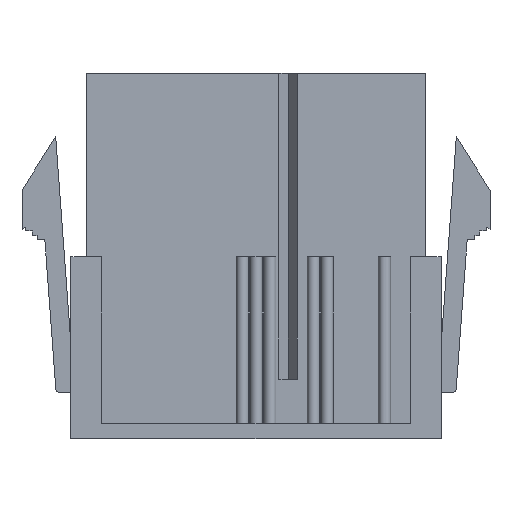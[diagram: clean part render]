
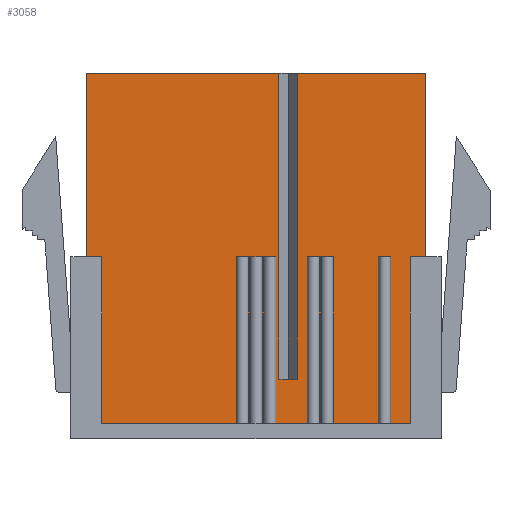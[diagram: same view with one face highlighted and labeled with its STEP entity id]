
A CAD part, front view. The second image highlights one B-rep face of the part: STEP entity #3058.
In plain terms, the highlighted planar face has unit normal (0, -1, 0).
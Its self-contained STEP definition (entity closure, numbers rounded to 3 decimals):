
#13=DIRECTION('',(-1.,0.,0.));
#14=VECTOR('',#13,8.4);
#15=CARTESIAN_POINT('',(11.1,1.,0.));
#16=LINE('',#15,#14);
#25=DIRECTION('',(-1.,0.,0.));
#26=VECTOR('',#25,12.6);
#27=CARTESIAN_POINT('',(1.5,1.,0.));
#28=LINE('',#27,#26);
#309=DIRECTION('',(0.,0.,-1.));
#310=VECTOR('',#309,12.);
#311=CARTESIAN_POINT('',(-11.1,1.,0.));
#312=LINE('',#311,#310);
#401=DIRECTION('',(0.,0.,-1.));
#402=VECTOR('',#401,20.);
#403=CARTESIAN_POINT('',(2.7,1.,0.));
#404=LINE('',#403,#402);
#405=DIRECTION('',(0.,0.,-1.));
#406=VECTOR('',#405,12.);
#407=CARTESIAN_POINT('',(11.1,1.,0.));
#408=LINE('',#407,#406);
#409=DIRECTION('',(1.,0.,0.));
#410=VECTOR('',#409,1.);
#411=CARTESIAN_POINT('',(10.1,1.,-12.));
#412=LINE('',#411,#410);
#413=DIRECTION('',(0.,0.,-1.));
#414=VECTOR('',#413,10.9);
#415=CARTESIAN_POINT('',(10.1,1.,-12.));
#416=LINE('',#415,#414);
#417=DIRECTION('',(1.,0.,0.));
#418=VECTOR('',#417,1.3);
#419=CARTESIAN_POINT('',(8.8,1.,-22.9));
#420=LINE('',#419,#418);
#421=DIRECTION('',(0.,0.,1.));
#422=VECTOR('',#421,10.9);
#423=CARTESIAN_POINT('',(8.8,1.,-22.9));
#424=LINE('',#423,#422);
#425=DIRECTION('',(1.,0.,0.));
#426=VECTOR('',#425,0.8);
#427=CARTESIAN_POINT('',(8.,1.,-12.));
#428=LINE('',#427,#426);
#429=DIRECTION('',(0.,0.,1.));
#430=VECTOR('',#429,10.9);
#431=CARTESIAN_POINT('',(8.,1.,-22.9));
#432=LINE('',#431,#430);
#433=DIRECTION('',(1.,0.,0.));
#434=VECTOR('',#433,2.95);
#435=CARTESIAN_POINT('',(5.05,1.,-22.9));
#436=LINE('',#435,#434);
#437=DIRECTION('',(0.,0.,1.));
#438=VECTOR('',#437,10.9);
#439=CARTESIAN_POINT('',(5.05,1.,-22.9));
#440=LINE('',#439,#438);
#441=DIRECTION('',(-1.,0.,0.));
#442=VECTOR('',#441,0.8);
#443=CARTESIAN_POINT('',(5.05,1.,-12.));
#444=LINE('',#443,#442);
#445=DIRECTION('',(0.,0.,1.));
#446=VECTOR('',#445,10.9);
#447=CARTESIAN_POINT('',(4.25,1.,-22.9));
#448=LINE('',#447,#446);
#449=DIRECTION('',(1.,0.,0.));
#450=VECTOR('',#449,0.1);
#451=CARTESIAN_POINT('',(4.15,1.,-22.9));
#452=LINE('',#451,#450);
#453=DIRECTION('',(0.,0.,1.));
#454=VECTOR('',#453,10.9);
#455=CARTESIAN_POINT('',(4.15,1.,-22.9));
#456=LINE('',#455,#454);
#457=DIRECTION('',(-1.,0.,0.));
#458=VECTOR('',#457,0.8);
#459=CARTESIAN_POINT('',(4.15,1.,-12.));
#460=LINE('',#459,#458);
#461=DIRECTION('',(0.,0.,1.));
#462=VECTOR('',#461,10.9);
#463=CARTESIAN_POINT('',(3.35,1.,-22.9));
#464=LINE('',#463,#462);
#465=DIRECTION('',(1.,0.,0.));
#466=VECTOR('',#465,2.05);
#467=CARTESIAN_POINT('',(1.3,1.,-22.9));
#468=LINE('',#467,#466);
#469=DIRECTION('',(0.,0.,1.));
#470=VECTOR('',#469,10.9);
#471=CARTESIAN_POINT('',(1.3,1.,-22.9));
#472=LINE('',#471,#470);
#473=DIRECTION('',(-1.,0.,0.));
#474=VECTOR('',#473,0.8);
#475=CARTESIAN_POINT('',(1.3,1.,-12.));
#476=LINE('',#475,#474);
#477=DIRECTION('',(0.,0.,1.));
#478=VECTOR('',#477,10.9);
#479=CARTESIAN_POINT('',(0.5,1.,-22.9));
#480=LINE('',#479,#478);
#481=DIRECTION('',(1.,0.,0.));
#482=VECTOR('',#481,0.1);
#483=CARTESIAN_POINT('',(0.4,1.,-22.9));
#484=LINE('',#483,#482);
#485=DIRECTION('',(0.,0.,1.));
#486=VECTOR('',#485,10.9);
#487=CARTESIAN_POINT('',(0.4,1.,-22.9));
#488=LINE('',#487,#486);
#489=DIRECTION('',(-1.,0.,0.));
#490=VECTOR('',#489,0.8);
#491=CARTESIAN_POINT('',(0.4,1.,-12.));
#492=LINE('',#491,#490);
#493=DIRECTION('',(0.,0.,1.));
#494=VECTOR('',#493,10.9);
#495=CARTESIAN_POINT('',(-0.4,1.,-22.9));
#496=LINE('',#495,#494);
#497=DIRECTION('',(1.,0.,0.));
#498=VECTOR('',#497,0.1);
#499=CARTESIAN_POINT('',(-0.5,1.,-22.9));
#500=LINE('',#499,#498);
#501=DIRECTION('',(0.,0.,1.));
#502=VECTOR('',#501,10.9);
#503=CARTESIAN_POINT('',(-0.5,1.,-22.9));
#504=LINE('',#503,#502);
#505=DIRECTION('',(-1.,0.,0.));
#506=VECTOR('',#505,0.8);
#507=CARTESIAN_POINT('',(-0.5,1.,-12.));
#508=LINE('',#507,#506);
#509=DIRECTION('',(0.,0.,1.));
#510=VECTOR('',#509,10.9);
#511=CARTESIAN_POINT('',(-1.3,1.,-22.9));
#512=LINE('',#511,#510);
#513=DIRECTION('',(1.,0.,0.));
#514=VECTOR('',#513,8.8);
#515=CARTESIAN_POINT('',(-10.1,1.,-22.9));
#516=LINE('',#515,#514);
#517=DIRECTION('',(0.,0.,1.));
#518=VECTOR('',#517,10.9);
#519=CARTESIAN_POINT('',(-10.1,1.,-22.9));
#520=LINE('',#519,#518);
#521=DIRECTION('',(1.,0.,0.));
#522=VECTOR('',#521,1.);
#523=CARTESIAN_POINT('',(-11.1,1.,-12.));
#524=LINE('',#523,#522);
#525=DIRECTION('',(0.,0.,-1.));
#526=VECTOR('',#525,20.);
#527=CARTESIAN_POINT('',(1.5,1.,0.));
#528=LINE('',#527,#526);
#529=DIRECTION('',(1.,0.,0.));
#530=VECTOR('',#529,1.2);
#531=CARTESIAN_POINT('',(1.5,1.,-20.));
#532=LINE('',#531,#530);
#2013=CARTESIAN_POINT('',(-11.1,1.,0.));
#2015=VERTEX_POINT('',#2013);
#2018=CARTESIAN_POINT('',(11.1,1.,0.));
#2020=VERTEX_POINT('',#2018);
#2245=CARTESIAN_POINT('',(10.1,1.,-12.));
#2246=CARTESIAN_POINT('',(11.1,1.,-12.));
#2247=VERTEX_POINT('',#2245);
#2248=VERTEX_POINT('',#2246);
#2249=CARTESIAN_POINT('',(-11.1,1.,-12.));
#2250=CARTESIAN_POINT('',(-10.1,1.,-12.));
#2251=VERTEX_POINT('',#2249);
#2252=VERTEX_POINT('',#2250);
#2289=CARTESIAN_POINT('',(8.,1.,-12.));
#2290=CARTESIAN_POINT('',(8.8,1.,-12.));
#2291=VERTEX_POINT('',#2289);
#2292=VERTEX_POINT('',#2290);
#2293=CARTESIAN_POINT('',(8.,1.,-22.9));
#2294=VERTEX_POINT('',#2293);
#2295=CARTESIAN_POINT('',(8.8,1.,-22.9));
#2296=VERTEX_POINT('',#2295);
#2321=CARTESIAN_POINT('',(3.35,1.,-22.9));
#2322=CARTESIAN_POINT('',(3.35,1.,-12.));
#2323=VERTEX_POINT('',#2321);
#2324=VERTEX_POINT('',#2322);
#2325=CARTESIAN_POINT('',(4.15,1.,-22.9));
#2326=CARTESIAN_POINT('',(4.15,1.,-12.));
#2327=VERTEX_POINT('',#2325);
#2328=VERTEX_POINT('',#2326);
#2329=CARTESIAN_POINT('',(-0.4,1.,-22.9));
#2330=CARTESIAN_POINT('',(-0.4,1.,-12.));
#2331=VERTEX_POINT('',#2329);
#2332=VERTEX_POINT('',#2330);
#2333=CARTESIAN_POINT('',(0.4,1.,-22.9));
#2334=CARTESIAN_POINT('',(0.4,1.,-12.));
#2335=VERTEX_POINT('',#2333);
#2336=VERTEX_POINT('',#2334);
#2337=CARTESIAN_POINT('',(4.25,1.,-22.9));
#2338=CARTESIAN_POINT('',(4.25,1.,-12.));
#2339=VERTEX_POINT('',#2337);
#2340=VERTEX_POINT('',#2338);
#2341=CARTESIAN_POINT('',(5.05,1.,-22.9));
#2342=CARTESIAN_POINT('',(5.05,1.,-12.));
#2343=VERTEX_POINT('',#2341);
#2344=VERTEX_POINT('',#2342);
#2345=CARTESIAN_POINT('',(-1.3,1.,-22.9));
#2346=CARTESIAN_POINT('',(-1.3,1.,-12.));
#2347=VERTEX_POINT('',#2345);
#2348=VERTEX_POINT('',#2346);
#2349=CARTESIAN_POINT('',(-0.5,1.,-22.9));
#2350=CARTESIAN_POINT('',(-0.5,1.,-12.));
#2351=VERTEX_POINT('',#2349);
#2352=VERTEX_POINT('',#2350);
#2353=CARTESIAN_POINT('',(0.5,1.,-22.9));
#2354=CARTESIAN_POINT('',(0.5,1.,-12.));
#2355=VERTEX_POINT('',#2353);
#2356=VERTEX_POINT('',#2354);
#2357=CARTESIAN_POINT('',(1.3,1.,-22.9));
#2358=CARTESIAN_POINT('',(1.3,1.,-12.));
#2359=VERTEX_POINT('',#2357);
#2360=VERTEX_POINT('',#2358);
#2361=CARTESIAN_POINT('',(2.7,1.,0.));
#2363=VERTEX_POINT('',#2361);
#2365=CARTESIAN_POINT('',(1.5,1.,0.));
#2366=VERTEX_POINT('',#2365);
#2367=CARTESIAN_POINT('',(2.7,1.,-20.));
#2368=VERTEX_POINT('',#2367);
#2369=CARTESIAN_POINT('',(1.5,1.,-20.));
#2370=VERTEX_POINT('',#2369);
#2437=CARTESIAN_POINT('',(-10.1,1.,-22.9));
#2439=VERTEX_POINT('',#2437);
#2442=CARTESIAN_POINT('',(10.1,1.,-22.9));
#2444=VERTEX_POINT('',#2442);
#2984=CARTESIAN_POINT('',(11.1,1.,0.));
#2985=DIRECTION('',(0.,-1.,0.));
#2986=DIRECTION('',(-1.,0.,0.));
#2987=AXIS2_PLACEMENT_3D('',#2984,#2985,#2986);
#2988=PLANE('',#2987);
#2990=ORIENTED_EDGE('',*,*,#2989,.F.);
#2991=ORIENTED_EDGE('',*,*,#2660,.F.);
#2993=ORIENTED_EDGE('',*,*,#2992,.T.);
#2994=ORIENTED_EDGE('',*,*,#2914,.F.);
#2996=ORIENTED_EDGE('',*,*,#2995,.T.);
#2998=ORIENTED_EDGE('',*,*,#2997,.F.);
#3000=ORIENTED_EDGE('',*,*,#2999,.T.);
#3002=ORIENTED_EDGE('',*,*,#3001,.F.);
#3004=ORIENTED_EDGE('',*,*,#3003,.F.);
#3006=ORIENTED_EDGE('',*,*,#3005,.F.);
#3008=ORIENTED_EDGE('',*,*,#3007,.T.);
#3010=ORIENTED_EDGE('',*,*,#3009,.T.);
#3012=ORIENTED_EDGE('',*,*,#3011,.F.);
#3014=ORIENTED_EDGE('',*,*,#3013,.F.);
#3016=ORIENTED_EDGE('',*,*,#3015,.T.);
#3018=ORIENTED_EDGE('',*,*,#3017,.T.);
#3020=ORIENTED_EDGE('',*,*,#3019,.F.);
#3022=ORIENTED_EDGE('',*,*,#3021,.F.);
#3024=ORIENTED_EDGE('',*,*,#3023,.T.);
#3026=ORIENTED_EDGE('',*,*,#3025,.T.);
#3028=ORIENTED_EDGE('',*,*,#3027,.F.);
#3030=ORIENTED_EDGE('',*,*,#3029,.F.);
#3032=ORIENTED_EDGE('',*,*,#3031,.T.);
#3034=ORIENTED_EDGE('',*,*,#3033,.T.);
#3036=ORIENTED_EDGE('',*,*,#3035,.F.);
#3038=ORIENTED_EDGE('',*,*,#3037,.F.);
#3040=ORIENTED_EDGE('',*,*,#3039,.T.);
#3042=ORIENTED_EDGE('',*,*,#3041,.T.);
#3044=ORIENTED_EDGE('',*,*,#3043,.F.);
#3046=ORIENTED_EDGE('',*,*,#3045,.F.);
#3048=ORIENTED_EDGE('',*,*,#3047,.T.);
#3049=ORIENTED_EDGE('',*,*,#2934,.F.);
#3050=ORIENTED_EDGE('',*,*,#2877,.F.);
#3051=ORIENTED_EDGE('',*,*,#2666,.F.);
#3053=ORIENTED_EDGE('',*,*,#3052,.T.);
#3055=ORIENTED_EDGE('',*,*,#3054,.T.);
#3056=EDGE_LOOP('',(#2990,#2991,#2993,#2994,#2996,#2998,#3000,#3002,#3004,#3006,
#3008,#3010,#3012,#3014,#3016,#3018,#3020,#3022,#3024,#3026,#3028,#3030,#3032,
#3034,#3036,#3038,#3040,#3042,#3044,#3046,#3048,#3049,#3050,#3051,#3053,#3055));
#3057=FACE_OUTER_BOUND('',#3056,.F.);
#3058=ADVANCED_FACE('',(#3057),#2988,.T.);
#2660=EDGE_CURVE('',#2020,#2363,#16,.T.);
#2666=EDGE_CURVE('',#2366,#2015,#28,.T.);
#2877=EDGE_CURVE('',#2015,#2251,#312,.T.);
#2914=EDGE_CURVE('',#2247,#2248,#412,.T.);
#2934=EDGE_CURVE('',#2251,#2252,#524,.T.);
#2989=EDGE_CURVE('',#2363,#2368,#404,.T.);
#2992=EDGE_CURVE('',#2020,#2248,#408,.T.);
#2995=EDGE_CURVE('',#2247,#2444,#416,.T.);
#2997=EDGE_CURVE('',#2296,#2444,#420,.T.);
#2999=EDGE_CURVE('',#2296,#2292,#424,.T.);
#3001=EDGE_CURVE('',#2291,#2292,#428,.T.);
#3003=EDGE_CURVE('',#2294,#2291,#432,.T.);
#3005=EDGE_CURVE('',#2343,#2294,#436,.T.);
#3007=EDGE_CURVE('',#2343,#2344,#440,.T.);
#3009=EDGE_CURVE('',#2344,#2340,#444,.T.);
#3011=EDGE_CURVE('',#2339,#2340,#448,.T.);
#3013=EDGE_CURVE('',#2327,#2339,#452,.T.);
#3015=EDGE_CURVE('',#2327,#2328,#456,.T.);
#3017=EDGE_CURVE('',#2328,#2324,#460,.T.);
#3019=EDGE_CURVE('',#2323,#2324,#464,.T.);
#3021=EDGE_CURVE('',#2359,#2323,#468,.T.);
#3023=EDGE_CURVE('',#2359,#2360,#472,.T.);
#3025=EDGE_CURVE('',#2360,#2356,#476,.T.);
#3027=EDGE_CURVE('',#2355,#2356,#480,.T.);
#3029=EDGE_CURVE('',#2335,#2355,#484,.T.);
#3031=EDGE_CURVE('',#2335,#2336,#488,.T.);
#3033=EDGE_CURVE('',#2336,#2332,#492,.T.);
#3035=EDGE_CURVE('',#2331,#2332,#496,.T.);
#3037=EDGE_CURVE('',#2351,#2331,#500,.T.);
#3039=EDGE_CURVE('',#2351,#2352,#504,.T.);
#3041=EDGE_CURVE('',#2352,#2348,#508,.T.);
#3043=EDGE_CURVE('',#2347,#2348,#512,.T.);
#3045=EDGE_CURVE('',#2439,#2347,#516,.T.);
#3047=EDGE_CURVE('',#2439,#2252,#520,.T.);
#3052=EDGE_CURVE('',#2366,#2370,#528,.T.);
#3054=EDGE_CURVE('',#2370,#2368,#532,.T.);
